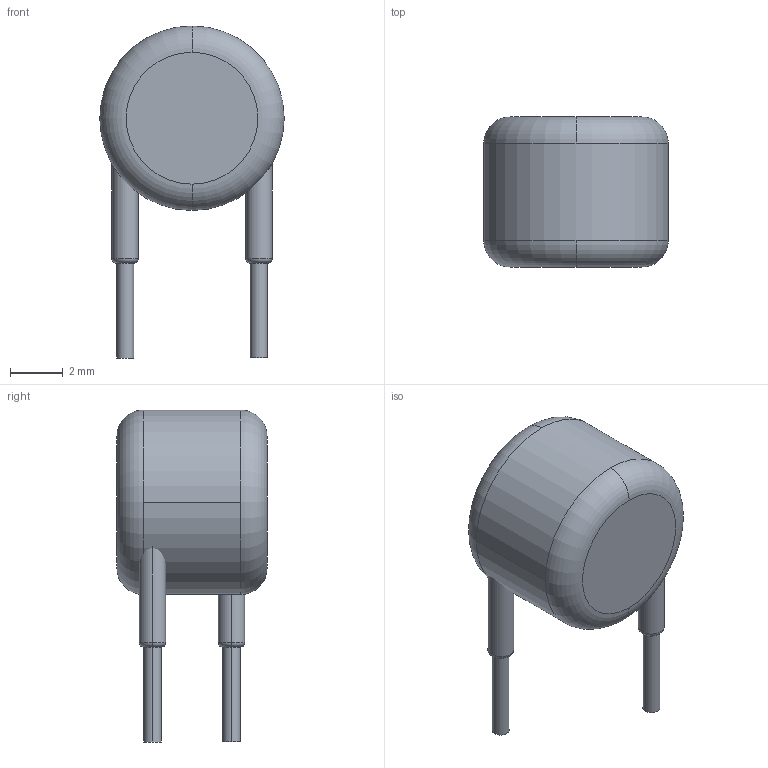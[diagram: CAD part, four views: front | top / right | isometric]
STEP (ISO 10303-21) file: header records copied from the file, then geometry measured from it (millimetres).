
FILE_DESCRIPTION((''),'2;1');
FILE_NAME('VAR_EPCOS_B72205S0461K101.stp','2009-12-17T15:50:08',(''),(''),'Mechanical Desktop 2006','Mechanical Desktop 2006',', , ');
FILE_SCHEMA(('AUTOMOTIVE_DESIGN { 1 2 10303 214 0 1 1 1 }'));
Length unit declared in the file: millimetre
Products named in the file (1): Product
Bounding box: 7 x 5.7 x 12.6 mm (x, y, z)
Volume: 219.2 mm3; surface area: 226.4 mm2
Topology: 5 solids, 5 shells, 28 faces, 52 edges, 34 vertices
Faces by surface type: cylinder 10, plane 10, torus 8
Entity records: 770 total; most frequent: DIRECTION 152, CARTESIAN_POINT 115, ORIENTED_EDGE 104, AXIS2_PLACEMENT_3D 71, EDGE_CURVE 52, CIRCLE 42, VERTEX_POINT 34, EDGE_LOOP 28
